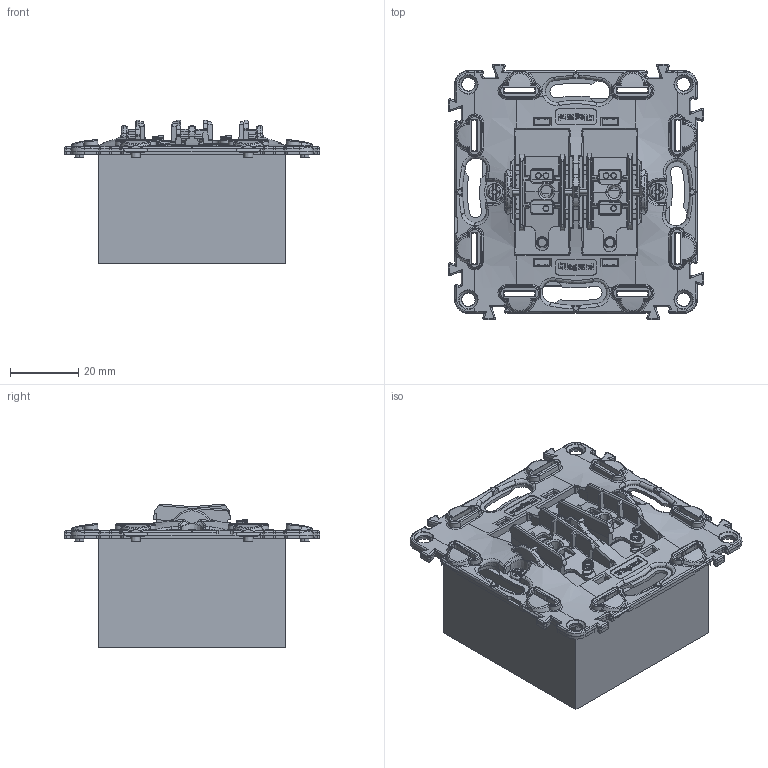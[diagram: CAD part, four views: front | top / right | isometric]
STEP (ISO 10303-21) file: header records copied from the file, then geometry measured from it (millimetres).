
FILE_DESCRIPTION(('CATIA V5 STEP Exchange','CAx-IF Rec.Pracs.--- Model Styling and Organization---1.4--- 2014-01-23'),'2;1');
FILE_NAME('752018_AllCATPart.stp','2020-02-13T09:24:04+00:00',('none'),('none'),'CATIA Version 5-6 Release 2017 SP3','CATIA V5 STEP AP214','none');
FILE_SCHEMA(('AUTOMOTIVE_DESIGN { 1 0 10303 214 1 1 1 1 }'));
Products named in the file (1): 752018_AllCATPart
Bounding box: 74.7 x 74.7 x 42.02 mm (x, y, z)
Volume: 106337.7 mm3; surface area: 27202.9 mm2
Topology: 1 solids, 9 shells, 8396 faces, 24318 edges, 15840 vertices
Faces by surface type: plane 6642, cylinder 731, bspline 688, cone 174, torus 113, sphere 40, extrusion 8
Entity records: 320825 total; most frequent: CARTESIAN_POINT 113007, ORIENTED_EDGE 48456, DIRECTION 30526, EDGE_CURVE 24228, VECTOR 15861, LINE 15853, VERTEX_POINT 15840, EDGE_LOOP 8574
